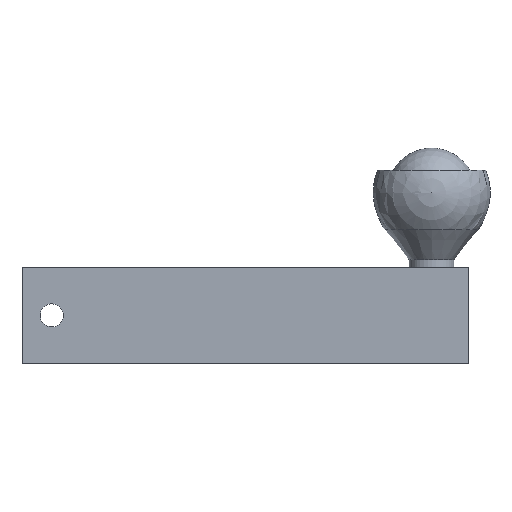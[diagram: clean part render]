
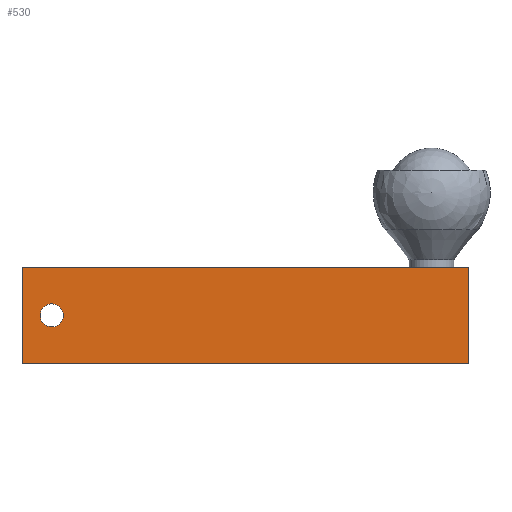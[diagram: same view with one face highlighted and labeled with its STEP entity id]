
A CAD part, front view. The second image highlights one B-rep face of the part: STEP entity #530.
In plain terms, the highlighted planar face has unit normal (0, -1, 0).
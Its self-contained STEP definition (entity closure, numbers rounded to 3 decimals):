
#30=FACE_BOUND('',#178,.T.);
#78=LINE('',#990,#114);
#79=LINE('',#993,#115);
#80=LINE('',#995,#116);
#81=LINE('',#996,#117);
#114=VECTOR('',#753,10.);
#115=VECTOR('',#756,10.);
#116=VECTOR('',#757,10.);
#117=VECTOR('',#758,10.);
#146=FACE_OUTER_BOUND('',#177,.T.);
#177=EDGE_LOOP('',(#458,#459,#460,#461));
#178=EDGE_LOOP('',(#462));
#211=CIRCLE('',#596,1.55);
#247=VERTEX_POINT('',#947);
#261=VERTEX_POINT('',#986);
#262=VERTEX_POINT('',#988);
#263=VERTEX_POINT('',#992);
#264=VERTEX_POINT('',#994);
#311=EDGE_CURVE('',#247,#247,#211,.T.);
#332=EDGE_CURVE('',#261,#262,#78,.T.);
#333=EDGE_CURVE('',#263,#261,#79,.T.);
#334=EDGE_CURVE('',#264,#262,#80,.T.);
#335=EDGE_CURVE('',#263,#264,#81,.T.);
#458=ORIENTED_EDGE('',*,*,#333,.T.);
#459=ORIENTED_EDGE('',*,*,#332,.T.);
#460=ORIENTED_EDGE('',*,*,#334,.F.);
#461=ORIENTED_EDGE('',*,*,#335,.F.);
#462=ORIENTED_EDGE('',*,*,#311,.T.);
#502=PLANE('',#606);
#530=ADVANCED_FACE('',(#146,#30),#502,.T.);
#596=AXIS2_PLACEMENT_3D('',#948,#716,#717);
#606=AXIS2_PLACEMENT_3D('',#991,#754,#755);
#716=DIRECTION('center_axis',(0.,1.,0.));
#717=DIRECTION('ref_axis',(1.,0.,0.));
#753=DIRECTION('',(0.,0.,1.));
#754=DIRECTION('center_axis',(0.,-1.,0.));
#755=DIRECTION('ref_axis',(1.,0.,0.));
#756=DIRECTION('',(1.,0.,0.));
#757=DIRECTION('',(1.,0.,0.));
#758=DIRECTION('',(0.,0.,1.));
#947=CARTESIAN_POINT('',(2.45,0.,6.5));
#948=CARTESIAN_POINT('Origin',(4.,0.,6.5));
#986=CARTESIAN_POINT('',(60.,0.,0.));
#988=CARTESIAN_POINT('',(60.,0.,13.));
#990=CARTESIAN_POINT('',(60.,0.,0.));
#991=CARTESIAN_POINT('Origin',(0.,0.,0.));
#992=CARTESIAN_POINT('',(0.,0.,0.));
#993=CARTESIAN_POINT('',(0.,0.,0.));
#994=CARTESIAN_POINT('',(0.,0.,13.));
#995=CARTESIAN_POINT('',(0.,0.,13.));
#996=CARTESIAN_POINT('',(0.,0.,0.));
